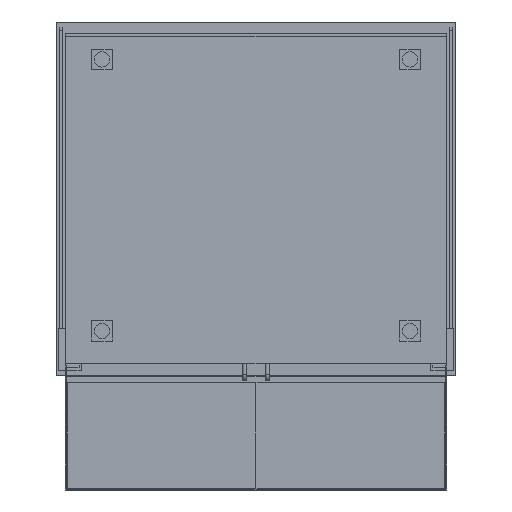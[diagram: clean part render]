
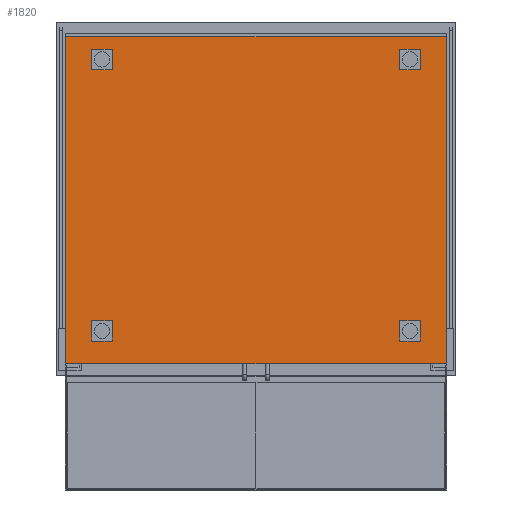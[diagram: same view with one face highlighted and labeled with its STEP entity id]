
A CAD part, front view. The second image highlights one B-rep face of the part: STEP entity #1820.
In plain terms, the highlighted planar face has unit normal (0, -1, 0).
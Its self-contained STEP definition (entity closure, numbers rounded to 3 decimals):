
#616 = CARTESIAN_POINT ( 'NONE',  ( 373.5, -498., 319. ) ) ;
#1820 = ADVANCED_FACE ( 'NONE', ( #4574 ), #5311, .T. ) ;
#2436 = LINE ( 'NONE', #2449, #15697 ) ;
#2449 = CARTESIAN_POINT ( 'NONE',  ( -373.5, -498., -324. ) ) ;
#4325 = DIRECTION ( 'NONE',  ( -1., 0., 0. ) ) ;
#4339 = EDGE_LOOP ( 'NONE', ( #5735, #15770, #15514, #5091 ) ) ;
#4455 = DIRECTION ( 'NONE',  ( 0., -1., 0. ) ) ;
#4574 = FACE_OUTER_BOUND ( 'NONE', #4339, .T. ) ;
#4768 = CARTESIAN_POINT ( 'NONE',  ( 373.5, -498., 319. ) ) ;
#5091 = ORIENTED_EDGE ( 'NONE', *, *, #14658, .T. ) ;
#5311 = PLANE ( 'NONE',  #13217 ) ;
#5523 = EDGE_CURVE ( 'NONE', #14559, #15456, #14468, .T. ) ;
#5735 = ORIENTED_EDGE ( 'NONE', *, *, #9641, .T. ) ;
#7782 = CARTESIAN_POINT ( 'NONE',  ( 373.5, -498., -324. ) ) ;
#7979 = LINE ( 'NONE', #14305, #10384 ) ;
#9222 = EDGE_CURVE ( 'NONE', #15456, #16476, #2436, .T. ) ;
#9607 = DIRECTION ( 'NONE',  ( 0., 0., -1. ) ) ;
#9641 = EDGE_CURVE ( 'NONE', #13089, #14559, #11711, .T. ) ;
#9876 = VECTOR ( 'NONE', #4325, 1000. ) ;
#10384 = VECTOR ( 'NONE', #11490, 1000. ) ;
#10503 = CARTESIAN_POINT ( 'NONE',  ( 0., -498., 0. ) ) ;
#10793 = CARTESIAN_POINT ( 'NONE',  ( -373.5, -498., 319. ) ) ;
#11490 = DIRECTION ( 'NONE',  ( 1., 0., 0. ) ) ;
#11711 = LINE ( 'NONE', #16396, #15088 ) ;
#12768 = DIRECTION ( 'NONE',  ( 0., 0., -1. ) ) ;
#13089 = VERTEX_POINT ( 'NONE', #7782 ) ;
#13217 = AXIS2_PLACEMENT_3D ( 'NONE', #10503, #4455, #9607 ) ;
#13928 = DIRECTION ( 'NONE',  ( 0., 0., 1. ) ) ;
#14305 = CARTESIAN_POINT ( 'NONE',  ( 373.5, -498., -324. ) ) ;
#14468 = LINE ( 'NONE', #616, #9876 ) ;
#14559 = VERTEX_POINT ( 'NONE', #4768 ) ;
#14658 = EDGE_CURVE ( 'NONE', #16476, #13089, #7979, .T. ) ;
#15088 = VECTOR ( 'NONE', #13928, 1000. ) ;
#15456 = VERTEX_POINT ( 'NONE', #10793 ) ;
#15513 = CARTESIAN_POINT ( 'NONE',  ( -373.5, -498., -324. ) ) ;
#15514 = ORIENTED_EDGE ( 'NONE', *, *, #9222, .T. ) ;
#15697 = VECTOR ( 'NONE', #12768, 1000. ) ;
#15770 = ORIENTED_EDGE ( 'NONE', *, *, #5523, .T. ) ;
#16396 = CARTESIAN_POINT ( 'NONE',  ( 373.5, -498., -324. ) ) ;
#16476 = VERTEX_POINT ( 'NONE', #15513 ) ;
